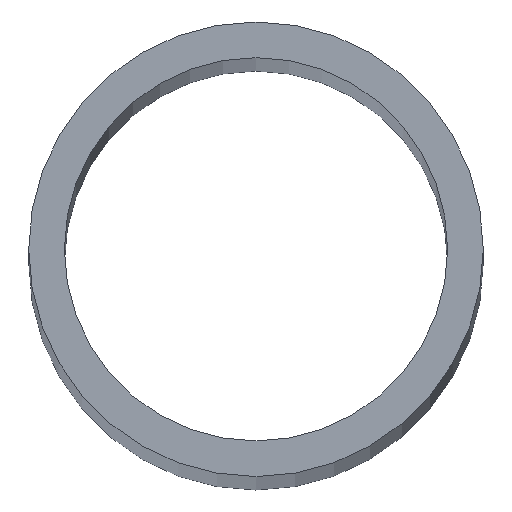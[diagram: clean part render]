
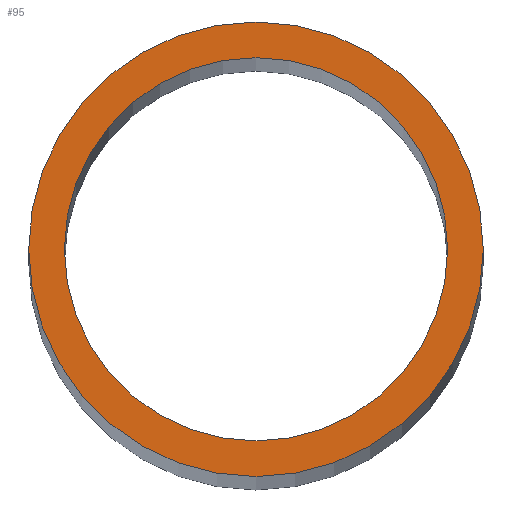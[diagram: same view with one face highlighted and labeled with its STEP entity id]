
A CAD part, top view. The second image highlights one B-rep face of the part: STEP entity #95.
In plain terms, the highlighted planar face has unit normal (0, 0, 1).
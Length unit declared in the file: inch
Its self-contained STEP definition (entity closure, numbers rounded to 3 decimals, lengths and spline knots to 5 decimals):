
#1 = CARTESIAN_POINT ( 'NONE',  ( 6.375, 0., 216. ) ) ;
#8 = ORIENTED_EDGE ( 'NONE', *, *, #152, .F. ) ;
#11 = VERTEX_POINT ( 'NONE', #153 ) ;
#13 = AXIS2_PLACEMENT_3D ( 'NONE', #231, #134, #158 ) ;
#16 = DIRECTION ( 'NONE',  ( 0., 0., 1. ) ) ;
#20 = DIRECTION ( 'NONE',  ( 0., 0., 1. ) ) ;
#22 = AXIS2_PLACEMENT_3D ( 'NONE', #174, #20, #136 ) ;
#26 = AXIS2_PLACEMENT_3D ( 'NONE', #177, #209, #212 ) ;
#45 = CIRCLE ( 'NONE', #80, 5.375 ) ;
#54 = CARTESIAN_POINT ( 'NONE',  ( 0., 0., 216. ) ) ;
#55 = CARTESIAN_POINT ( 'NONE',  ( -5.375, 0., 216. ) ) ;
#63 = CIRCLE ( 'NONE', #251, 6.375 ) ;
#67 = EDGE_LOOP ( 'NONE', ( #182, #225 ) ) ;
#71 = EDGE_LOOP ( 'NONE', ( #8, #224 ) ) ;
#73 = FACE_OUTER_BOUND ( 'NONE', #67, .T. ) ;
#75 = FACE_BOUND ( 'NONE', #71, .T. ) ;
#80 = AXIS2_PLACEMENT_3D ( 'NONE', #94, #211, #227 ) ;
#94 = CARTESIAN_POINT ( 'NONE',  ( 0., 0., 216. ) ) ;
#95 = ADVANCED_FACE ( 'NONE', ( #73, #75 ), #112, .T. ) ;
#98 = DIRECTION ( 'NONE',  ( 1., 0., 0. ) ) ;
#100 = CIRCLE ( 'NONE', #13, 6.375 ) ;
#107 = VERTEX_POINT ( 'NONE', #55 ) ;
#111 = EDGE_CURVE ( 'NONE', #171, #107, #193, .T. ) ;
#112 = PLANE ( 'NONE',  #26 ) ;
#115 = CARTESIAN_POINT ( 'NONE',  ( 5.375, 0., 216. ) ) ;
#133 = EDGE_CURVE ( 'NONE', #149, #11, #100, .T. ) ;
#134 = DIRECTION ( 'NONE',  ( 0., 0., 1. ) ) ;
#136 = DIRECTION ( 'NONE',  ( 1., 0., 0. ) ) ;
#149 = VERTEX_POINT ( 'NONE', #1 ) ;
#152 = EDGE_CURVE ( 'NONE', #107, #171, #45, .T. ) ;
#153 = CARTESIAN_POINT ( 'NONE',  ( -6.375, 0., 216. ) ) ;
#158 = DIRECTION ( 'NONE',  ( 1., 0., 0. ) ) ;
#171 = VERTEX_POINT ( 'NONE', #115 ) ;
#174 = CARTESIAN_POINT ( 'NONE',  ( 0., 0., 216. ) ) ;
#177 = CARTESIAN_POINT ( 'NONE',  ( 0., 0., 216. ) ) ;
#182 = ORIENTED_EDGE ( 'NONE', *, *, #235, .T. ) ;
#193 = CIRCLE ( 'NONE', #22, 5.375 ) ;
#209 = DIRECTION ( 'NONE',  ( 0., 0., 1. ) ) ;
#211 = DIRECTION ( 'NONE',  ( 0., 0., 1. ) ) ;
#212 = DIRECTION ( 'NONE',  ( 1., 0., 0. ) ) ;
#224 = ORIENTED_EDGE ( 'NONE', *, *, #111, .F. ) ;
#225 = ORIENTED_EDGE ( 'NONE', *, *, #133, .T. ) ;
#227 = DIRECTION ( 'NONE',  ( 1., 0., 0. ) ) ;
#231 = CARTESIAN_POINT ( 'NONE',  ( 0., 0., 216. ) ) ;
#235 = EDGE_CURVE ( 'NONE', #11, #149, #63, .T. ) ;
#251 = AXIS2_PLACEMENT_3D ( 'NONE', #54, #16, #98 ) ;
